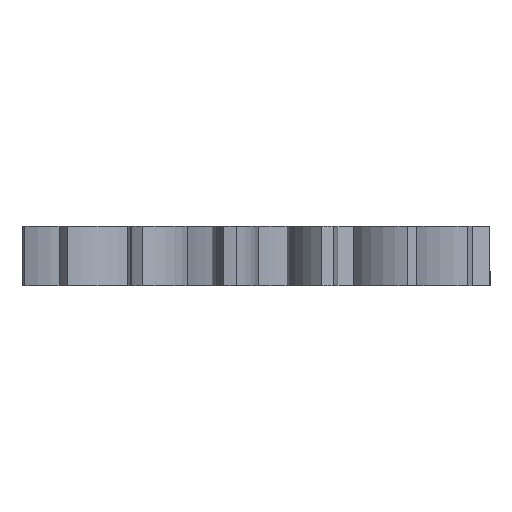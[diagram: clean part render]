
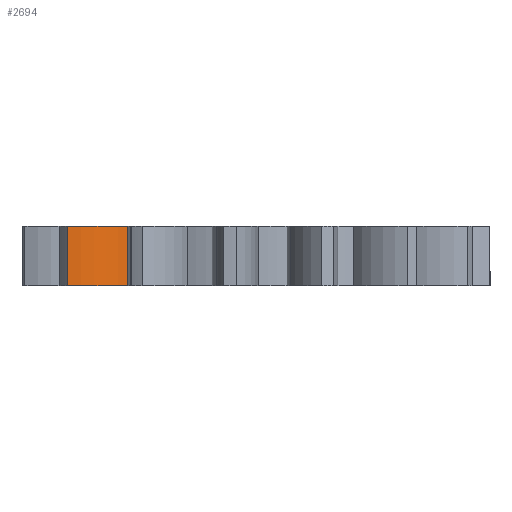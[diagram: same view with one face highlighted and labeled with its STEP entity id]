
A CAD part, front view. The second image highlights one B-rep face of the part: STEP entity #2694.
In plain terms, the highlighted cylindrical face has radius 7.5 mm (diameter 15 mm), a partial arc.
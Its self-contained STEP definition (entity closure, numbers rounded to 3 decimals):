
#94 = VERTEX_POINT ( 'NONE', #3736 ) ;
#188 = VECTOR ( 'NONE', #1808, 1000. ) ;
#700 = EDGE_LOOP ( 'NONE', ( #4401, #4939, #4364, #3266 ) ) ;
#806 = CARTESIAN_POINT ( 'NONE',  ( 5.4, -6.643, 14.141 ) ) ;
#1172 = DIRECTION ( 'NONE',  ( -1., 0., 0. ) ) ;
#1509 = EDGE_CURVE ( 'NONE', #2768, #94, #3631, .T. ) ;
#1689 = DIRECTION ( 'NONE',  ( 0., 0.866, 0.5 ) ) ;
#1697 = DIRECTION ( 'NONE',  ( -1., 0., 0. ) ) ;
#1721 = CARTESIAN_POINT ( 'NONE',  ( 5.4, 0.001, 17.619 ) ) ;
#1808 = DIRECTION ( 'NONE',  ( -1., 0., 0. ) ) ;
#1953 = VECTOR ( 'NONE', #1172, 1000. ) ;
#2025 = AXIS2_PLACEMENT_3D ( 'NONE', #3304, #3269, #1689 ) ;
#2341 = VERTEX_POINT ( 'NONE', #806 ) ;
#2342 = EDGE_CURVE ( 'NONE', #2341, #2515, #5512, .T. ) ;
#2515 = VERTEX_POINT ( 'NONE', #5257 ) ;
#2537 = CARTESIAN_POINT ( 'NONE',  ( 0., -6.643, 14.141 ) ) ;
#2655 = LINE ( 'NONE', #4339, #188 ) ;
#2694 = ADVANCED_FACE ( 'NONE', ( #5084 ), #4646, .T. ) ;
#2768 = VERTEX_POINT ( 'NONE', #2537 ) ;
#2812 = CARTESIAN_POINT ( 'NONE',  ( 2.7, -7.101, 20.028 ) ) ;
#2987 = DIRECTION ( 'NONE',  ( 0., 0., 1. ) ) ;
#3266 = ORIENTED_EDGE ( 'NONE', *, *, #2342, .T. ) ;
#3269 = DIRECTION ( 'NONE',  ( -1., 0., 0. ) ) ;
#3279 = LINE ( 'NONE', #2812, #1953 ) ;
#3304 = CARTESIAN_POINT ( 'NONE',  ( 0., 0.001, 17.619 ) ) ;
#3631 = CIRCLE ( 'NONE', #2025, 7.5 ) ;
#3736 = CARTESIAN_POINT ( 'NONE',  ( 0., -7.101, 20.028 ) ) ;
#3963 = AXIS2_PLACEMENT_3D ( 'NONE', #4168, #4620, #2987 ) ;
#4168 = CARTESIAN_POINT ( 'NONE',  ( 5.4, 0.001, 17.619 ) ) ;
#4169 = EDGE_CURVE ( 'NONE', #2341, #2768, #2655, .T. ) ;
#4339 = CARTESIAN_POINT ( 'NONE',  ( 5.4, -6.643, 14.141 ) ) ;
#4364 = ORIENTED_EDGE ( 'NONE', *, *, #4169, .F. ) ;
#4401 = ORIENTED_EDGE ( 'NONE', *, *, #5065, .T. ) ;
#4620 = DIRECTION ( 'NONE',  ( -1., 0., 0. ) ) ;
#4646 = CYLINDRICAL_SURFACE ( 'NONE', #3963, 7.5 ) ;
#4939 = ORIENTED_EDGE ( 'NONE', *, *, #1509, .F. ) ;
#5065 = EDGE_CURVE ( 'NONE', #2515, #94, #3279, .T. ) ;
#5084 = FACE_OUTER_BOUND ( 'NONE', #700, .T. ) ;
#5257 = CARTESIAN_POINT ( 'NONE',  ( 5.4, -7.101, 20.028 ) ) ;
#5510 = AXIS2_PLACEMENT_3D ( 'NONE', #1721, #1697, #5546 ) ;
#5512 = CIRCLE ( 'NONE', #5510, 7.5 ) ;
#5546 = DIRECTION ( 'NONE',  ( 0., 0.866, 0.5 ) ) ;
